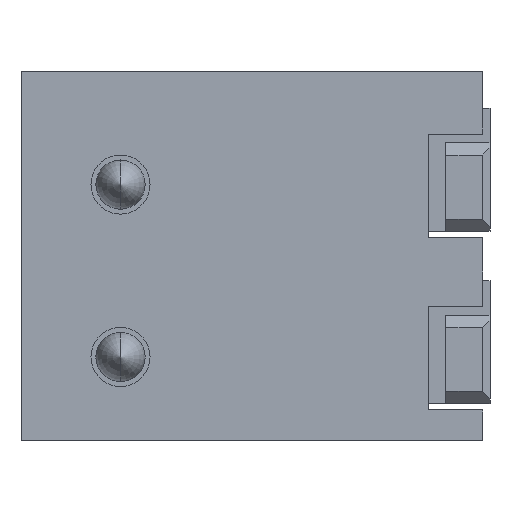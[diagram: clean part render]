
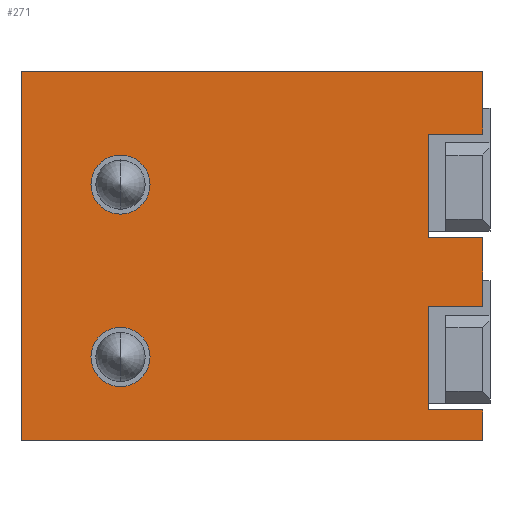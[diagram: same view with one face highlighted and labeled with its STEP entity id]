
A CAD part, front view. The second image highlights one B-rep face of the part: STEP entity #271.
In plain terms, the highlighted planar face has unit normal (0, -1, 0).
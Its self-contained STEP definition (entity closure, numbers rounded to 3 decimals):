
#271=ADVANCED_FACE('',(#682,#683,#684),#685,.T.);
#682=FACE_OUTER_BOUND('',#1102,.T.);
#683=FACE_BOUND('',#1103,.T.);
#684=FACE_BOUND('',#1104,.T.);
#685=PLANE('',#1105);
#1102=EDGE_LOOP('',(#2741,#2742,#2743,#2744,#2745,#2746,#2747,#2748,#2749,#2750,#2751,#2752));
#1103=EDGE_LOOP('',(#2753,#2754));
#1104=EDGE_LOOP('',(#2755,#2756));
#1105=AXIS2_PLACEMENT_3D('',#2757,#2758,#2759);
#2741=ORIENTED_EDGE('',*,*,#3335,.F.);
#2742=ORIENTED_EDGE('',*,*,#3338,.F.);
#2743=ORIENTED_EDGE('',*,*,#3339,.F.);
#2744=ORIENTED_EDGE('',*,*,#3028,.F.);
#2745=ORIENTED_EDGE('',*,*,#3031,.F.);
#2746=ORIENTED_EDGE('',*,*,#2987,.F.);
#2747=ORIENTED_EDGE('',*,*,#3127,.T.);
#2748=ORIENTED_EDGE('',*,*,#3128,.F.);
#2749=ORIENTED_EDGE('',*,*,#2963,.T.);
#2750=ORIENTED_EDGE('',*,*,#3120,.T.);
#2751=ORIENTED_EDGE('',*,*,#2967,.F.);
#2752=ORIENTED_EDGE('',*,*,#3309,.T.);
#2753=ORIENTED_EDGE('',*,*,#2813,.F.);
#2754=ORIENTED_EDGE('',*,*,#3340,.F.);
#2755=ORIENTED_EDGE('',*,*,#2892,.F.);
#2756=ORIENTED_EDGE('',*,*,#3121,.F.);
#2757=CARTESIAN_POINT('',(8.35,0.,3.669));
#2758=DIRECTION('',(0.0,-1.0,0.));
#2759=DIRECTION('',(0.,0.,1.0));
#2813=EDGE_CURVE('',#3356,#3359,#3360,.T.);
#2892=EDGE_CURVE('',#3509,#3512,#3513,.T.);
#2963=EDGE_CURVE('',#3648,#3646,#3649,.T.);
#2967=EDGE_CURVE('',#3654,#3656,#3657,.T.);
#2987=EDGE_CURVE('',#3688,#3686,#3690,.T.);
#3028=EDGE_CURVE('',#3758,#3759,#3760,.T.);
#3031=EDGE_CURVE('',#3686,#3758,#3763,.T.);
#3120=EDGE_CURVE('',#3646,#3656,#3892,.T.);
#3121=EDGE_CURVE('',#3512,#3509,#3893,.T.);
#3127=EDGE_CURVE('',#3688,#3898,#3900,.T.);
#3128=EDGE_CURVE('',#3648,#3898,#3901,.T.);
#3309=EDGE_CURVE('',#3654,#4193,#4194,.T.);
#3335=EDGE_CURVE('',#4222,#4193,#4224,.T.);
#3338=EDGE_CURVE('',#4227,#4222,#4229,.T.);
#3339=EDGE_CURVE('',#3759,#4227,#4230,.T.);
#3340=EDGE_CURVE('',#3359,#3356,#4231,.T.);
#3356=VERTEX_POINT('',#4249);
#3359=VERTEX_POINT('',#4253);
#3360=CIRCLE('',#4254,0.6);
#3509=VERTEX_POINT('',#4735);
#3512=VERTEX_POINT('',#4739);
#3513=CIRCLE('',#4740,0.6);
#3646=VERTEX_POINT('',#5201);
#3648=VERTEX_POINT('',#5204);
#3649=LINE('',#5205,#5206);
#3654=VERTEX_POINT('',#5213);
#3656=VERTEX_POINT('',#5216);
#3657=LINE('',#5217,#5218);
#3686=VERTEX_POINT('',#5260);
#3688=VERTEX_POINT('',#5263);
#3690=LINE('',#5266,#5267);
#3758=VERTEX_POINT('',#5371);
#3759=VERTEX_POINT('',#5372);
#3760=LINE('',#5373,#5374);
#3763=LINE('',#5379,#5380);
#3892=LINE('',#5598,#5599);
#3893=CIRCLE('',#5600,0.6);
#3898=VERTEX_POINT('',#5605);
#3900=LINE('',#5608,#5609);
#3901=LINE('',#5610,#5611);
#4193=VERTEX_POINT('',#6040);
#4194=LINE('',#6041,#6042);
#4222=VERTEX_POINT('',#6103);
#4224=LINE('',#6106,#6107);
#4227=VERTEX_POINT('',#6111);
#4229=LINE('',#6114,#6115);
#4230=LINE('',#6116,#6117);
#4231=CIRCLE('',#6118,0.6);
#4249=CARTESIAN_POINT('',(2.0,0.,0.769));
#4253=CARTESIAN_POINT('',(2.0,0.,1.969));
#4254=AXIS2_PLACEMENT_3D('',#6139,#6140,#6141);
#4735=CARTESIAN_POINT('',(2.0,0.,-2.731));
#4739=CARTESIAN_POINT('',(2.0,0.,-1.531));
#4740=AXIS2_PLACEMENT_3D('',#6283,#6284,#6285);
#5201=CARTESIAN_POINT('',(9.35,0.,-3.206));
#5204=CARTESIAN_POINT('',(9.35,0.,-3.831));
#5205=CARTESIAN_POINT('',(9.35,0.,455.968));
#5206=VECTOR('',#6411,1.0);
#5213=CARTESIAN_POINT('',(8.25,0.,-1.106));
#5216=CARTESIAN_POINT('',(8.25,0.,-3.206));
#5217=CARTESIAN_POINT('',(8.25,0.,455.968));
#5218=VECTOR('',#6415,1.0);
#5260=CARTESIAN_POINT('',(9.35,0.,3.669));
#5263=CARTESIAN_POINT('',(0.0,0.0,3.669));
#5266=CARTESIAN_POINT('',(9.5,0.,3.669));
#5267=VECTOR('',#6443,1.0);
#5371=CARTESIAN_POINT('',(9.35,0.,2.394));
#5372=CARTESIAN_POINT('',(8.25,0.,2.394));
#5373=CARTESIAN_POINT('',(9.5,0.,2.394));
#5374=VECTOR('',#6492,1.0);
#5379=CARTESIAN_POINT('',(9.35,0.,455.968));
#5380=VECTOR('',#6495,1.0);
#5598=CARTESIAN_POINT('',(9.5,0.,-3.206));
#5599=VECTOR('',#6621,1.0);
#5600=AXIS2_PLACEMENT_3D('',#6622,#6623,#6624);
#5605=CARTESIAN_POINT('',(0.0,0.0,-3.831));
#5608=CARTESIAN_POINT('',(0.,0.,455.968));
#5609=VECTOR('',#6638,1.0);
#5610=CARTESIAN_POINT('',(9.5,0.,-3.831));
#5611=VECTOR('',#6639,1.0);
#6040=CARTESIAN_POINT('',(9.35,0.,-1.106));
#6041=CARTESIAN_POINT('',(9.5,0.,-1.106));
#6042=VECTOR('',#6906,1.0);
#6103=CARTESIAN_POINT('',(9.35,0.,0.294));
#6106=CARTESIAN_POINT('',(9.35,0.,455.968));
#6107=VECTOR('',#6953,1.0);
#6111=CARTESIAN_POINT('',(8.25,0.,0.294));
#6114=CARTESIAN_POINT('',(9.5,0.,0.294));
#6115=VECTOR('',#6956,1.0);
#6116=CARTESIAN_POINT('',(8.25,0.,455.968));
#6117=VECTOR('',#6957,1.0);
#6118=AXIS2_PLACEMENT_3D('',#6958,#6959,#6960);
#6139=CARTESIAN_POINT('',(2.0,0.,1.369));
#6140=DIRECTION('',(0.0,-1.0,0.));
#6141=DIRECTION('',(0.,0.,-1.0));
#6283=CARTESIAN_POINT('',(2.0,0.,-2.131));
#6284=DIRECTION('',(0.0,-1.0,0.));
#6285=DIRECTION('',(0.,0.,-1.0));
#6411=DIRECTION('',(0.,0.,1.0));
#6415=DIRECTION('',(0.,0.,-1.0));
#6443=DIRECTION('',(1.0,0.0,0.));
#6492=DIRECTION('',(-1.0,0.0,0.));
#6495=DIRECTION('',(0.,0.,-1.0));
#6621=DIRECTION('',(-1.0,0.0,0.));
#6622=CARTESIAN_POINT('',(2.0,0.,-2.131));
#6623=DIRECTION('',(0.0,-1.0,0.));
#6624=DIRECTION('',(0.,0.,-1.0));
#6638=DIRECTION('',(0.,0.,-1.0));
#6639=DIRECTION('',(-1.0,0.0,0.));
#6906=DIRECTION('',(1.0,0.0,0.));
#6953=DIRECTION('',(0.,0.,-1.0));
#6956=DIRECTION('',(1.0,0.0,0.));
#6957=DIRECTION('',(0.,0.,-1.0));
#6958=CARTESIAN_POINT('',(2.0,0.,1.369));
#6959=DIRECTION('',(0.0,-1.0,0.));
#6960=DIRECTION('',(0.,0.,-1.0));
